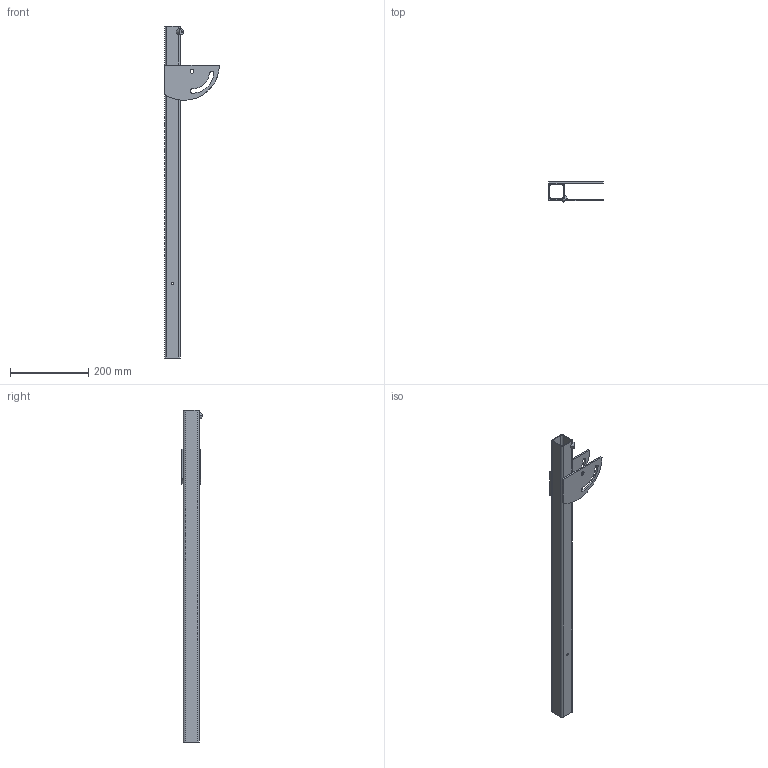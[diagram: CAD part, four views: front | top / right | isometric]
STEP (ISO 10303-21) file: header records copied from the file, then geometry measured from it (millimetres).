
FILE_DESCRIPTION (( 'STEP AP203' ), '1' );
FILE_NAME ('reglage pivot-verticalisateur.STEP', '2020-12-03T10:42:52', ( '' ), ( '' ), 'SwSTEP 2.0', 'SolidWorks 2019', '' );
FILE_SCHEMA (( 'CONFIG_CONTROL_DESIGN' ));
Length unit declared in the file: millimetre
Products named in the file (1): reglage pivot-verticalisateur
Bounding box: 140 x 52.22 x 850 mm (x, y, z)
Volume: 341444.9 mm3; surface area: 278595 mm2
Topology: 1 solids, 1 shells, 65 faces, 181 edges, 118 vertices
Faces by surface type: cylinder 38, plane 27
Entity records: 2304 total; most frequent: CARTESIAN_POINT 475, DIRECTION 379, ORIENTED_EDGE 362, EDGE_CURVE 181, AXIS2_PLACEMENT_3D 140, VERTEX_POINT 118, VECTOR 99, LINE 99
